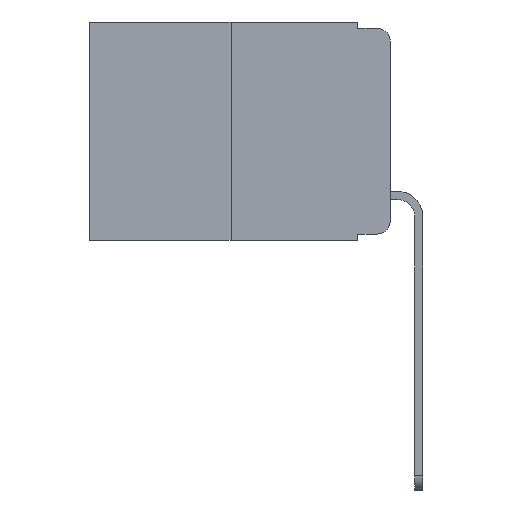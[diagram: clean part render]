
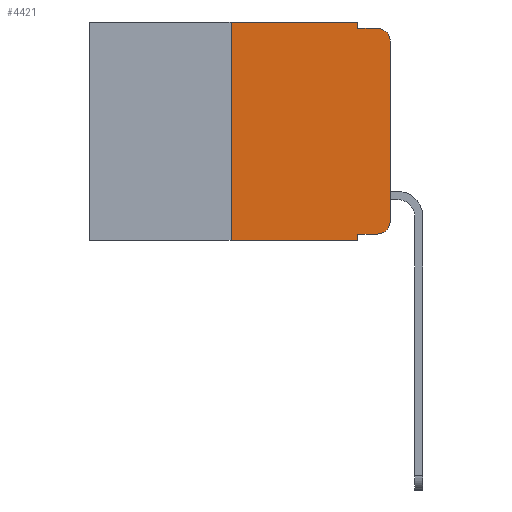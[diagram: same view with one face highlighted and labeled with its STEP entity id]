
A CAD part, left-side view. The second image highlights one B-rep face of the part: STEP entity #4421.
In plain terms, the highlighted planar face has unit normal (-1, 0, 0).
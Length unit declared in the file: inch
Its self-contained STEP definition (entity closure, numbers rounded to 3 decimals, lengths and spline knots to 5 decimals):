
#124 = EDGE_CURVE ( 'NONE', #7832, #12017, #12539, .T. ) ;
#231 = CARTESIAN_POINT ( 'NONE',  ( 0., 0.051, -0.343 ) ) ;
#268 = EDGE_CURVE ( 'NONE', #12017, #11007, #1233, .T. ) ;
#323 = VERTEX_POINT ( 'NONE', #10109 ) ;
#563 = CARTESIAN_POINT ( 'NONE',  ( 0., 0.02, -0.313 ) ) ;
#642 = EDGE_CURVE ( 'NONE', #8219, #10883, #5347, .T. ) ;
#647 = VECTOR ( 'NONE', #9014, 39.37008 ) ;
#722 = CARTESIAN_POINT ( 'NONE',  ( 0., 0.25, 0. ) ) ;
#724 = LINE ( 'NONE', #6547, #3181 ) ;
#753 = CIRCLE ( 'NONE', #10258, 0.02 ) ;
#759 = DIRECTION ( 'NONE',  ( 0., -1., 0. ) ) ;
#926 = LINE ( 'NONE', #9149, #10843 ) ;
#1233 = LINE ( 'NONE', #2624, #11801 ) ;
#1330 = AXIS2_PLACEMENT_3D ( 'NONE', #563, #2485, #6295 ) ;
#1382 = CARTESIAN_POINT ( 'NONE',  ( 0., 0.051, 0. ) ) ;
#1441 = ORIENTED_EDGE ( 'NONE', *, *, #9333, .T. ) ;
#1700 = ORIENTED_EDGE ( 'NONE', *, *, #268, .T. ) ;
#1960 = LINE ( 'NONE', #3675, #11907 ) ;
#1984 = VECTOR ( 'NONE', #3208, 39.37008 ) ;
#2169 = ORIENTED_EDGE ( 'NONE', *, *, #3934, .F. ) ;
#2309 = VECTOR ( 'NONE', #6168, 39.37008 ) ;
#2485 = DIRECTION ( 'NONE',  ( -1., 0., 0. ) ) ;
#2624 = CARTESIAN_POINT ( 'NONE',  ( 0., 0., 0. ) ) ;
#2977 = EDGE_CURVE ( 'NONE', #11007, #7658, #753, .T. ) ;
#2984 = CARTESIAN_POINT ( 'NONE',  ( 0., 0., -0.313 ) ) ;
#3068 = LINE ( 'NONE', #4247, #2309 ) ;
#3130 = EDGE_CURVE ( 'NONE', #11509, #6344, #7009, .T. ) ;
#3181 = VECTOR ( 'NONE', #4595, 39.37008 ) ;
#3208 = DIRECTION ( 'NONE',  ( 0., 0., -1. ) ) ;
#3264 = LINE ( 'NONE', #5123, #647 ) ;
#3675 = CARTESIAN_POINT ( 'NONE',  ( 0., 0.473, 0. ) ) ;
#3706 = ORIENTED_EDGE ( 'NONE', *, *, #124, .T. ) ;
#3934 = EDGE_CURVE ( 'NONE', #11266, #8219, #1960, .T. ) ;
#3955 = CARTESIAN_POINT ( 'NONE',  ( 0., 0.051, -0.01 ) ) ;
#4247 = CARTESIAN_POINT ( 'NONE',  ( 0., 0.051, -0.01 ) ) ;
#4352 = CARTESIAN_POINT ( 'NONE',  ( 0., 0.473, 0. ) ) ;
#4387 = DIRECTION ( 'NONE',  ( 0., 0., -1. ) ) ;
#4421 = ADVANCED_FACE ( 'NONE', ( #12032 ), #9169, .F. ) ;
#4595 = DIRECTION ( 'NONE',  ( 0., -1., 0. ) ) ;
#5123 = CARTESIAN_POINT ( 'NONE',  ( 0., 0.25, 0. ) ) ;
#5156 = ORIENTED_EDGE ( 'NONE', *, *, #11140, .T. ) ;
#5347 = LINE ( 'NONE', #1382, #6279 ) ;
#5465 = DIRECTION ( 'NONE',  ( 0., -1., 0. ) ) ;
#6168 = DIRECTION ( 'NONE',  ( 0., -1., 0. ) ) ;
#6279 = VECTOR ( 'NONE', #4387, 39.37008 ) ;
#6295 = DIRECTION ( 'NONE',  ( 0., 0., -1. ) ) ;
#6344 = VERTEX_POINT ( 'NONE', #231 ) ;
#6547 = CARTESIAN_POINT ( 'NONE',  ( 0., 0.051, -0.333 ) ) ;
#6741 = CARTESIAN_POINT ( 'NONE',  ( 0., 0.02, -0.03 ) ) ;
#6780 = AXIS2_PLACEMENT_3D ( 'NONE', #4352, #12269, #8269 ) ;
#6871 = EDGE_CURVE ( 'NONE', #323, #11266, #3264, .T. ) ;
#7009 = LINE ( 'NONE', #10960, #1984 ) ;
#7262 = ORIENTED_EDGE ( 'NONE', *, *, #2977, .T. ) ;
#7532 = CARTESIAN_POINT ( 'NONE',  ( 0., 0.02, -0.333 ) ) ;
#7658 = VERTEX_POINT ( 'NONE', #8148 ) ;
#7684 = DIRECTION ( 'NONE',  ( -1., 0., 0. ) ) ;
#7730 = DIRECTION ( 'NONE',  ( 0., 0., -1. ) ) ;
#7832 = VERTEX_POINT ( 'NONE', #7532 ) ;
#8148 = CARTESIAN_POINT ( 'NONE',  ( 0., 0.02, -0.01 ) ) ;
#8219 = VERTEX_POINT ( 'NONE', #10931 ) ;
#8269 = DIRECTION ( 'NONE',  ( 0., 0., -1. ) ) ;
#8802 = ORIENTED_EDGE ( 'NONE', *, *, #6871, .F. ) ;
#9014 = DIRECTION ( 'NONE',  ( 0., 0., 1. ) ) ;
#9017 = CARTESIAN_POINT ( 'NONE',  ( 0., 0.051, -0.333 ) ) ;
#9149 = CARTESIAN_POINT ( 'NONE',  ( 0., 0.473, -0.343 ) ) ;
#9169 = PLANE ( 'NONE',  #6780 ) ;
#9333 = EDGE_CURVE ( 'NONE', #11509, #7832, #724, .T. ) ;
#9675 = DIRECTION ( 'NONE',  ( 0., 0., 1. ) ) ;
#9901 = EDGE_LOOP ( 'NONE', ( #1700, #7262, #12178, #10811, #2169, #8802, #5156, #10155, #1441, #3706 ) ) ;
#10109 = CARTESIAN_POINT ( 'NONE',  ( 0., 0.25, -0.343 ) ) ;
#10155 = ORIENTED_EDGE ( 'NONE', *, *, #3130, .F. ) ;
#10258 = AXIS2_PLACEMENT_3D ( 'NONE', #6741, #7684, #7730 ) ;
#10811 = ORIENTED_EDGE ( 'NONE', *, *, #642, .F. ) ;
#10843 = VECTOR ( 'NONE', #5465, 39.37008 ) ;
#10883 = VERTEX_POINT ( 'NONE', #3955 ) ;
#10931 = CARTESIAN_POINT ( 'NONE',  ( 0., 0.051, 0. ) ) ;
#10960 = CARTESIAN_POINT ( 'NONE',  ( 0., 0.051, 0. ) ) ;
#11007 = VERTEX_POINT ( 'NONE', #11933 ) ;
#11029 = EDGE_CURVE ( 'NONE', #10883, #7658, #3068, .T. ) ;
#11140 = EDGE_CURVE ( 'NONE', #323, #6344, #926, .T. ) ;
#11266 = VERTEX_POINT ( 'NONE', #722 ) ;
#11509 = VERTEX_POINT ( 'NONE', #9017 ) ;
#11801 = VECTOR ( 'NONE', #9675, 39.37008 ) ;
#11907 = VECTOR ( 'NONE', #759, 39.37008 ) ;
#11933 = CARTESIAN_POINT ( 'NONE',  ( 0., 0., -0.03 ) ) ;
#12017 = VERTEX_POINT ( 'NONE', #2984 ) ;
#12032 = FACE_OUTER_BOUND ( 'NONE', #9901, .T. ) ;
#12178 = ORIENTED_EDGE ( 'NONE', *, *, #11029, .F. ) ;
#12269 = DIRECTION ( 'NONE',  ( 1., 0., 0. ) ) ;
#12539 = CIRCLE ( 'NONE', #1330, 0.02 ) ;
